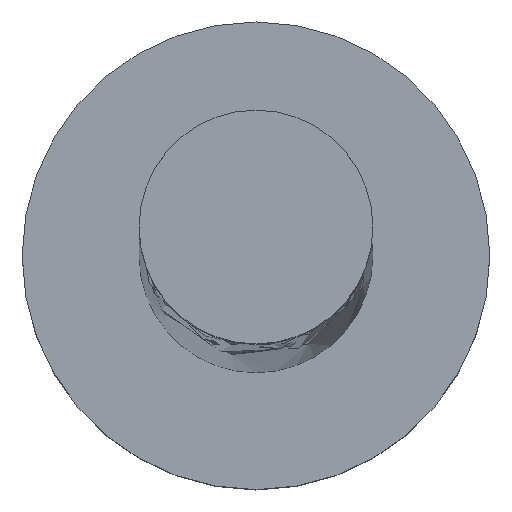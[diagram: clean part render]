
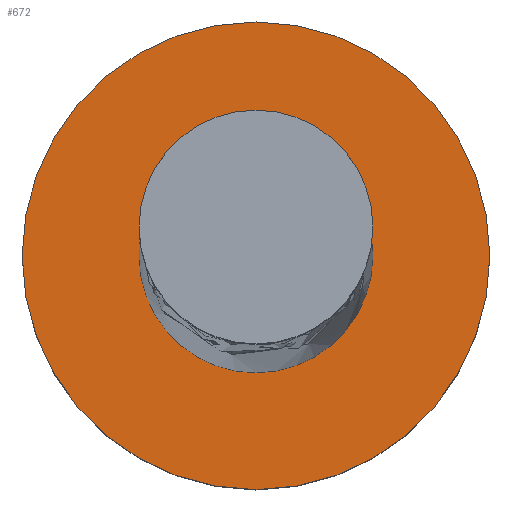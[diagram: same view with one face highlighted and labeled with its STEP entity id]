
A CAD part, top view. The second image highlights one B-rep face of the part: STEP entity #672.
In plain terms, the highlighted planar face has unit normal (0, 0, 1).
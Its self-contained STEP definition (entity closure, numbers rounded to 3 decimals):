
#10 = AXIS2_PLACEMENT_3D ( 'NONE', #86, #376, #1649 ) ;
#17 = ORIENTED_EDGE ( 'NONE', *, *, #466, .F. ) ;
#86 = CARTESIAN_POINT ( 'NONE',  ( 0., 0., 3. ) ) ;
#121 = CARTESIAN_POINT ( 'NONE',  ( 0., 0., 3. ) ) ;
#150 = VERTEX_POINT ( 'NONE', #526 ) ;
#186 = CARTESIAN_POINT ( 'NONE',  ( 0., 0., 3. ) ) ;
#199 = VERTEX_POINT ( 'NONE', #496 ) ;
#205 = CARTESIAN_POINT ( 'NONE',  ( 0., 0., 3. ) ) ;
#225 = DIRECTION ( 'NONE',  ( 0., 0., 1. ) ) ;
#270 = ORIENTED_EDGE ( 'NONE', *, *, #600, .T. ) ;
#320 = DIRECTION ( 'NONE',  ( 1., 0., 0. ) ) ;
#374 = AXIS2_PLACEMENT_3D ( 'NONE', #186, #225, #464 ) ;
#376 = DIRECTION ( 'NONE',  ( 0., 0., 1. ) ) ;
#397 = AXIS2_PLACEMENT_3D ( 'NONE', #937, #699, #946 ) ;
#423 = CIRCLE ( 'NONE', #397, 1.75 ) ;
#464 = DIRECTION ( 'NONE',  ( 1., 0., 0. ) ) ;
#466 = EDGE_CURVE ( 'NONE', #199, #1366, #1145, .T. ) ;
#483 = PLANE ( 'NONE',  #374 ) ;
#496 = CARTESIAN_POINT ( 'NONE',  ( -1.75, 0., 3. ) ) ;
#514 = CIRCLE ( 'NONE', #724, 3.5 ) ;
#526 = CARTESIAN_POINT ( 'NONE',  ( -3.5, 0., 3. ) ) ;
#595 = EDGE_LOOP ( 'NONE', ( #1624, #270 ) ) ;
#600 = EDGE_CURVE ( 'NONE', #852, #150, #1362, .T. ) ;
#655 = DIRECTION ( 'NONE',  ( 1., 0., 0. ) ) ;
#672 = ADVANCED_FACE ( 'NONE', ( #983, #858 ), #483, .T. ) ;
#697 = AXIS2_PLACEMENT_3D ( 'NONE', #205, #1413, #320 ) ;
#699 = DIRECTION ( 'NONE',  ( 0., 0., 1. ) ) ;
#724 = AXIS2_PLACEMENT_3D ( 'NONE', #121, #921, #655 ) ;
#823 = EDGE_LOOP ( 'NONE', ( #17, #1326 ) ) ;
#852 = VERTEX_POINT ( 'NONE', #1566 ) ;
#858 = FACE_OUTER_BOUND ( 'NONE', #595, .T. ) ;
#921 = DIRECTION ( 'NONE',  ( 0., 0., 1. ) ) ;
#937 = CARTESIAN_POINT ( 'NONE',  ( 0., 0., 3. ) ) ;
#946 = DIRECTION ( 'NONE',  ( 1., 0., 0. ) ) ;
#983 = FACE_BOUND ( 'NONE', #823, .T. ) ;
#1106 = EDGE_CURVE ( 'NONE', #1366, #199, #423, .T. ) ;
#1145 = CIRCLE ( 'NONE', #10, 1.75 ) ;
#1326 = ORIENTED_EDGE ( 'NONE', *, *, #1106, .F. ) ;
#1362 = CIRCLE ( 'NONE', #697, 3.5 ) ;
#1366 = VERTEX_POINT ( 'NONE', #1438 ) ;
#1413 = DIRECTION ( 'NONE',  ( 0., 0., 1. ) ) ;
#1438 = CARTESIAN_POINT ( 'NONE',  ( 1.75, 0., 3. ) ) ;
#1440 = EDGE_CURVE ( 'NONE', #150, #852, #514, .T. ) ;
#1566 = CARTESIAN_POINT ( 'NONE',  ( 3.5, 0., 3. ) ) ;
#1624 = ORIENTED_EDGE ( 'NONE', *, *, #1440, .T. ) ;
#1649 = DIRECTION ( 'NONE',  ( 1., 0., 0. ) ) ;
